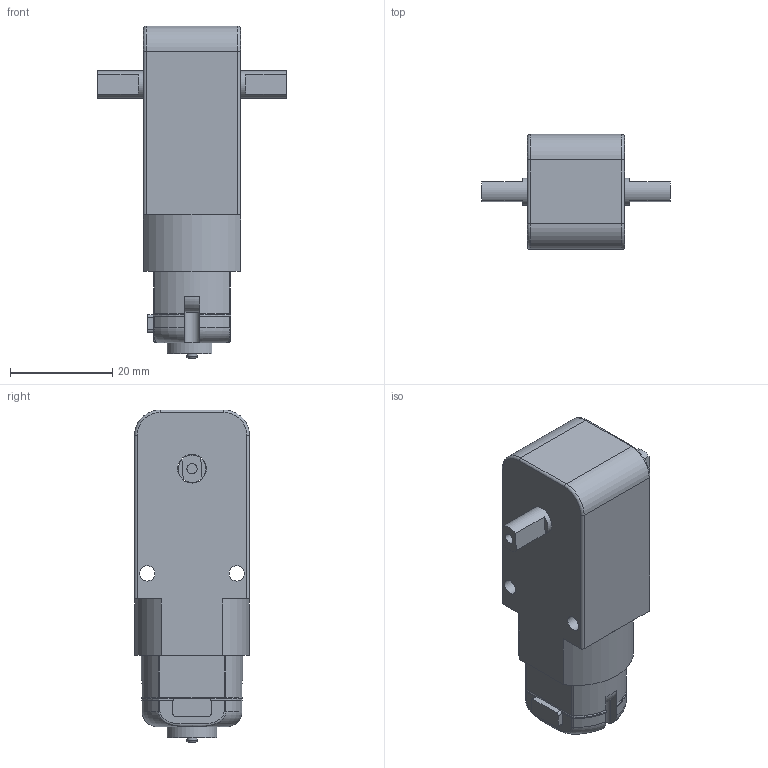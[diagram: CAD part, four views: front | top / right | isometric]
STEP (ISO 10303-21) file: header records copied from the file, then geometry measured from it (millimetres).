
FILE_DESCRIPTION(/* description */ ('STEP AP203'),/* implementation_level */ '2;1');
FILE_NAME(/* name */ 'DC Motor Gearbox v2 v1.step',/* time_stamp */ '2025-08-09T16:16:56-03:00',/* author */ (''),/* organization */ (''),/* preprocessor_version */ 'ST-DEVELOPER v20.1',/* originating_system */ 'Autodesk Translation Framework v14.10.0.0',/* authorisation */ '');
FILE_SCHEMA (('AUTOMOTIVE_DESIGN { 1 0 10303 214 3 1 1 }'));
Length unit declared in the file: millimetre
Products named in the file (4): DC Motor Gearbox; Gearbox; output shaft; motor
Assembly tree (3 placements, depth 2):
  DC Motor Gearbox
    Gearbox
    output shaft
    motor
Bounding box: 37 x 22.5 x 65 mm (x, y, z)
Volume: 23068.1 mm3; surface area: 8768.4 mm2
Topology: 3 solids, 3 shells, 126 faces, 312 edges, 200 vertices
Faces by surface type: plane 54, cylinder 49, torus 15, bspline 8
Full cylindrical faces by diameter (mm): 2 x4, 3 x2, 5.4 x1, 5.6 x1, 6 x2
Entity records: 5621 total; most frequent: CARTESIAN_POINT 2505, DIRECTION 647, ORIENTED_EDGE 624, EDGE_CURVE 312, AXIS2_PLACEMENT_3D 255, VERTEX_POINT 200, EDGE_LOOP 140, LINE 137
